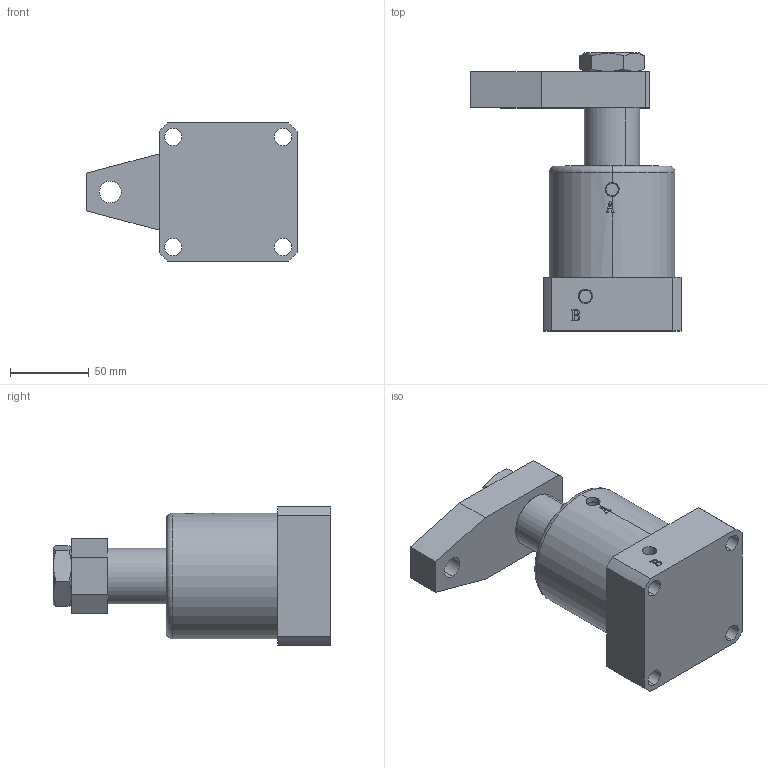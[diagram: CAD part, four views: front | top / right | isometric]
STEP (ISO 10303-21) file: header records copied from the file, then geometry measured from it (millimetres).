
FILE_DESCRIPTION (( 'STEP AP203' ), '1' );
FILE_NAME ('HSL-63S.STEP', '2019-10-05T09:03:46', ( '微软用户' ), ( '微软中国' ), 'SwSTEP 2.0', 'SolidWorks 2012', '' );
FILE_SCHEMA (( 'CONFIG_CONTROL_DESIGN' ));
Length unit declared in the file: millimetre
Products named in the file (5): HSL-63S; hex thin nuts grades ab gb_GB_FASTENER_NUT_STNABTT  B M24X2.0-N; HSL-63S揤旋杻秶; HSL-63S活塞杆; HSL-63S蛌褒詰掛极
Assembly tree (4 placements, depth 2):
  HSL-63S
    HSL-63S蛌褒詰掛极
    HSL-63S活塞杆
    HSL-63S揤旋杻秶
    hex thin nuts grades ab gb_GB_FASTENER_NUT_STNABTT  B M24X2.0-N
Bounding box: 134 x 177 x 88 mm (x, y, z)
Volume: 659636.7 mm3; surface area: 110739.6 mm2
Topology: 4 solids, 4 shells, 152 faces, 370 edges, 240 vertices
Faces by surface type: plane 73, cylinder 37, cone 18, bspline 16, torus 8
Entity records: 5926 total; most frequent: CARTESIAN_POINT 1859, ORIENTED_EDGE 740, DIRECTION 719, EDGE_CURVE 370, AXIS2_PLACEMENT_3D 262, VERTEX_POINT 240, VECTOR 195, LINE 195
